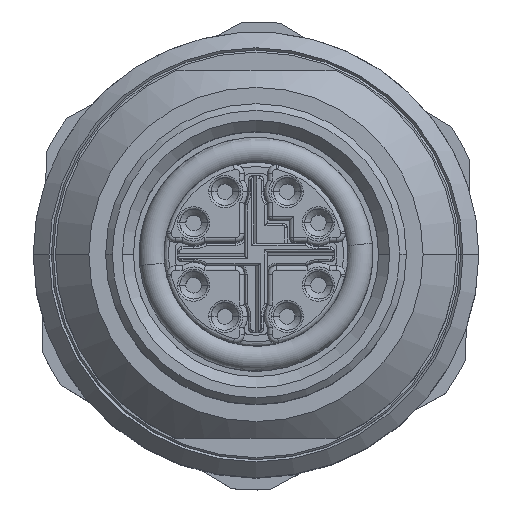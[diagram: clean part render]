
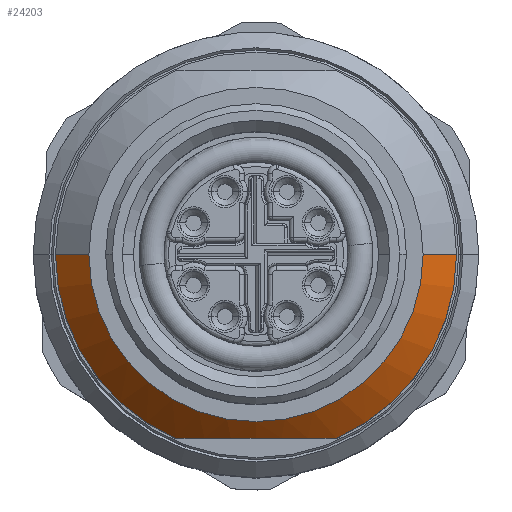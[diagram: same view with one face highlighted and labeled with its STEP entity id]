
A CAD part, top view. The second image highlights one B-rep face of the part: STEP entity #24203.
In plain terms, the highlighted conical face has half-angle 45 degrees and reference radius 7.5 mm.
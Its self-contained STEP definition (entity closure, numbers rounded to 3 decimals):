
#20245=AXIS2_PLACEMENT_3D('Circle Axis2P3D',#20243,#20244,$) ;
#24154=AXIS2_PLACEMENT_3D('Circle Axis2P3D',#24152,#24153,$) ;
#24169=AXIS2_PLACEMENT_3D('Cone Axis2P3D',#24166,#24167,#24168) ;
#24173=AXIS2_PLACEMENT_3D('Circle Axis2P3D',#24171,#24172,$) ;
#20240=CARTESIAN_POINT('Vertex',(19.5,10.5,48.74)) ;
#20243=CARTESIAN_POINT('Axis2P3D Location',(10.5,10.5,48.74)) ;
#20247=CARTESIAN_POINT('Vertex',(14.097,2.25,48.74)) ;
#20271=CARTESIAN_POINT('Vertex',(18.,10.5,50.24)) ;
#20273=CARTESIAN_POINT('Vertex',(3.,10.5,50.24)) ;
#20276=CARTESIAN_POINT('Line Origine',(353567.641,10.5,-353499.401)) ;
#20310=CARTESIAN_POINT('Vertex',(1.5,10.5,48.74)) ;
#20313=CARTESIAN_POINT('Line Origine',(-353546.641,10.5,-353499.401)) ;
#24152=CARTESIAN_POINT('Axis2P3D Location',(10.5,10.5,50.24)) ;
#24166=CARTESIAN_POINT('Axis2P3D Location',(10.5,10.5,50.24)) ;
#24171=CARTESIAN_POINT('Axis2P3D Location',(10.5,10.5,48.74)) ;
#24175=CARTESIAN_POINT('Vertex',(6.903,2.25,48.74)) ;
#24179=CARTESIAN_POINT('Control Point',(6.903,2.25,48.74)) ;
#24180=CARTESIAN_POINT('Control Point',(7.911,2.25,49.143)) ;
#24181=CARTESIAN_POINT('Control Point',(8.803,2.25,49.373)) ;
#24182=CARTESIAN_POINT('Control Point',(9.654,2.25,49.49)) ;
#24183=CARTESIAN_POINT('Control Point',(10.504,2.25,49.49)) ;
#24184=CARTESIAN_POINT('Vertex',(10.504,2.25,49.49)) ;
#24188=CARTESIAN_POINT('Control Point',(10.504,2.25,49.49)) ;
#24189=CARTESIAN_POINT('Control Point',(11.352,2.25,49.49)) ;
#24190=CARTESIAN_POINT('Control Point',(12.202,2.25,49.372)) ;
#24191=CARTESIAN_POINT('Control Point',(13.092,2.25,49.142)) ;
#24192=CARTESIAN_POINT('Control Point',(14.097,2.25,48.74)) ;
#20244=DIRECTION('Axis2P3D Direction',(0.,0.,1.)) ;
#20277=DIRECTION('Vector Direction',(0.707,0.,-0.707)) ;
#20314=DIRECTION('Vector Direction',(-0.707,0.,-0.707)) ;
#24153=DIRECTION('Axis2P3D Direction',(0.,0.,1.)) ;
#24167=DIRECTION('Axis2P3D Direction',(0.,0.,-1.)) ;
#24168=DIRECTION('Axis2P3D XDirection',(1.,0.,0.)) ;
#24172=DIRECTION('Axis2P3D Direction',(0.,0.,-1.)) ;
#20278=VECTOR('Line Direction',#20277,1.) ;
#20315=VECTOR('Line Direction',#20314,1.) ;
#24195=ORIENTED_EDGE('',*,*,#20280,.F.) ;
#24196=ORIENTED_EDGE('',*,*,#24156,.F.) ;
#24197=ORIENTED_EDGE('',*,*,#20317,.T.) ;
#24198=ORIENTED_EDGE('',*,*,#24177,.F.) ;
#24199=ORIENTED_EDGE('',*,*,#24186,.T.) ;
#24200=ORIENTED_EDGE('',*,*,#24193,.T.) ;
#24201=ORIENTED_EDGE('',*,*,#20249,.F.) ;
#24203=ADVANCED_FACE('Hauptk\X2\00F6\X0\rper',(#24202),#24170,.T.) ;
#24178=B_SPLINE_CURVE_WITH_KNOTS('',4,(#24179,#24180,#24181,#24182,#24183),.UNSPECIFIED.,.F.,.U.,(5,5),(0.,41.352),.UNSPECIFIED.) ;
#24187=B_SPLINE_CURVE_WITH_KNOTS('',4,(#24188,#24189,#24190,#24191,#24192),.UNSPECIFIED.,.F.,.U.,(5,5),(0.,41.244),.UNSPECIFIED.) ;
#20246=CIRCLE('generated circle',#20245,9.) ;
#24155=CIRCLE('generated circle',#24154,7.5) ;
#24174=CIRCLE('generated circle',#24173,9.) ;
#24170=CONICAL_SURFACE('Cone',#24169,7.5,0.785) ;
#20249=EDGE_CURVE('',#20241,#20248,#20246,.F.) ;
#20280=EDGE_CURVE('',#20272,#20241,#20279,.T.) ;
#20317=EDGE_CURVE('',#20274,#20311,#20316,.T.) ;
#24156=EDGE_CURVE('',#20274,#20272,#24155,.T.) ;
#24177=EDGE_CURVE('',#24176,#20311,#24174,.T.) ;
#24186=EDGE_CURVE('',#24176,#24185,#24178,.T.) ;
#24193=EDGE_CURVE('',#24185,#20248,#24187,.T.) ;
#24194=EDGE_LOOP('',(#24195,#24196,#24197,#24198,#24199,#24200,#24201)) ;
#24202=FACE_OUTER_BOUND('',#24194,.T.) ;
#20279=LINE('Line',#20276,#20278) ;
#20316=LINE('Line',#20313,#20315) ;
#20241=VERTEX_POINT('',#20240) ;
#20248=VERTEX_POINT('',#20247) ;
#20272=VERTEX_POINT('',#20271) ;
#20274=VERTEX_POINT('',#20273) ;
#20311=VERTEX_POINT('',#20310) ;
#24176=VERTEX_POINT('',#24175) ;
#24185=VERTEX_POINT('',#24184) ;
